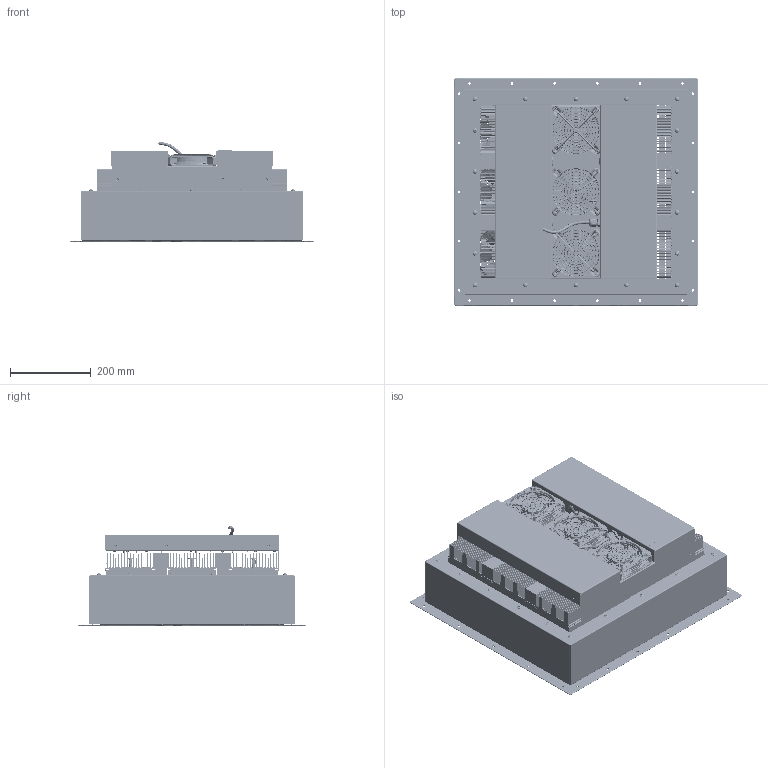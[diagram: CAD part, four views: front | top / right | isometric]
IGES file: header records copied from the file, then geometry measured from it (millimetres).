
Start section: SolidWorks IGES file using analytic representation for surfaces
Global section: file name: IHP-3259.IGS; native system: SolidWorks 2017; preprocessor: SolidWorks 2017; author: Afshin; date: 170126.102802; units: inch
Bounding box: 605.18 x 564.54 x 246.87 mm (x, y, z)
Surface area: 7708725.2 mm2 (no closed solid volume)
Topology: 0 solids, 0 shells, 8834 faces, 104858 edges, 104754 vertices
Faces by surface type: bspline 5843, revolution 2991
